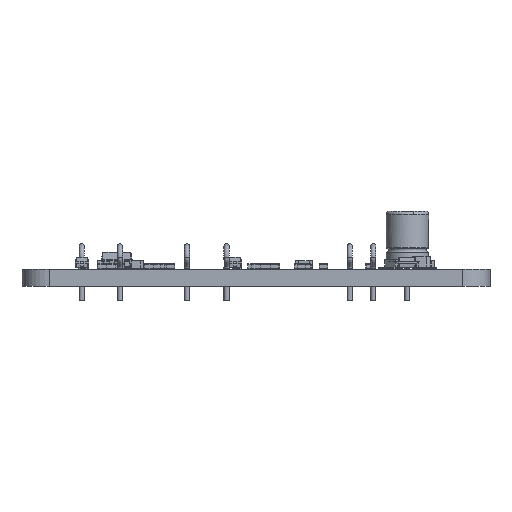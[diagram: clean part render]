
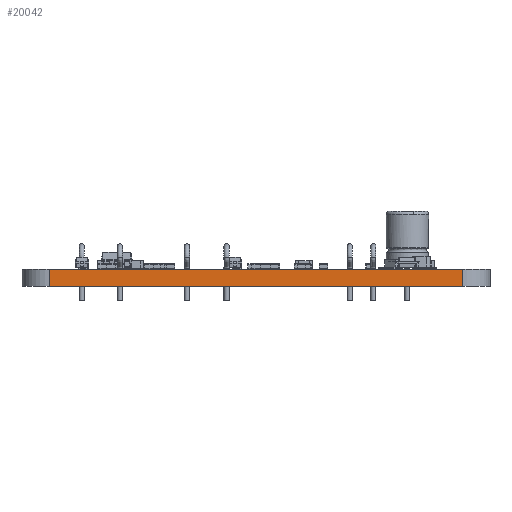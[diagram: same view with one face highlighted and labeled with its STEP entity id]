
A CAD part, left-side view. The second image highlights one B-rep face of the part: STEP entity #20042.
In plain terms, the highlighted planar face has unit normal (-1, 0, 0).
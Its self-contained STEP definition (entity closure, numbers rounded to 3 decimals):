
#20042 = ADVANCED_FACE('',(#20043),#20057,.F.);
#20043 = FACE_BOUND('',#20044,.F.);
#20044 = EDGE_LOOP('',(#20045,#20080,#20108,#20136));
#20045 = ORIENTED_EDGE('',*,*,#20046,.T.);
#20046 = EDGE_CURVE('',#20047,#20049,#20051,.T.);
#20047 = VERTEX_POINT('',#20048);
#20048 = CARTESIAN_POINT('',(-35.103,19.425,0.));
#20049 = VERTEX_POINT('',#20050);
#20050 = CARTESIAN_POINT('',(-35.103,19.425,1.6));
#20051 = SURFACE_CURVE('',#20052,(#20056,#20068),.PCURVE_S1.);
#20052 = LINE('',#20053,#20054);
#20053 = CARTESIAN_POINT('',(-35.103,19.425,0.));
#20054 = VECTOR('',#20055,1.);
#20055 = DIRECTION('',(0.,0.,1.));
#20056 = PCURVE('',#20057,#20062);
#20057 = PLANE('',#20058);
#20058 = AXIS2_PLACEMENT_3D('',#20059,#20060,#20061);
#20059 = CARTESIAN_POINT('',(-35.103,19.425,0.));
#20060 = DIRECTION('',(1.,0.,0.));
#20061 = DIRECTION('',(0.,-1.,0.));
#20062 = DEFINITIONAL_REPRESENTATION('',(#20063),#20067);
#20063 = LINE('',#20064,#20065);
#20064 = CARTESIAN_POINT('',(0.,0.));
#20065 = VECTOR('',#20066,1.);
#20066 = DIRECTION('',(0.,-1.));
#20067 = ( GEOMETRIC_REPRESENTATION_CONTEXT(2) 
PARAMETRIC_REPRESENTATION_CONTEXT() REPRESENTATION_CONTEXT('2D SPACE',''
  ) );
#20068 = PCURVE('',#20069,#20074);
#20069 = CYLINDRICAL_SURFACE('',#20070,2.578);
#20070 = AXIS2_PLACEMENT_3D('',#20071,#20072,#20073);
#20071 = CARTESIAN_POINT('',(-32.525,19.425,0.));
#20072 = DIRECTION('',(0.,0.,-1.));
#20073 = DIRECTION('',(1.,0.,0.));
#20074 = DEFINITIONAL_REPRESENTATION('',(#20075),#20079);
#20075 = LINE('',#20076,#20077);
#20076 = CARTESIAN_POINT('',(-3.142,0.));
#20077 = VECTOR('',#20078,1.);
#20078 = DIRECTION('',(0.,-1.));
#20079 = ( GEOMETRIC_REPRESENTATION_CONTEXT(2) 
PARAMETRIC_REPRESENTATION_CONTEXT() REPRESENTATION_CONTEXT('2D SPACE',''
  ) );
#20080 = ORIENTED_EDGE('',*,*,#20081,.T.);
#20081 = EDGE_CURVE('',#20049,#20082,#20084,.T.);
#20082 = VERTEX_POINT('',#20083);
#20083 = CARTESIAN_POINT('',(-35.103,-19.425,1.6));
#20084 = SURFACE_CURVE('',#20085,(#20089,#20096),.PCURVE_S1.);
#20085 = LINE('',#20086,#20087);
#20086 = CARTESIAN_POINT('',(-35.103,19.425,1.6));
#20087 = VECTOR('',#20088,1.);
#20088 = DIRECTION('',(0.,-1.,0.));
#20089 = PCURVE('',#20057,#20090);
#20090 = DEFINITIONAL_REPRESENTATION('',(#20091),#20095);
#20091 = LINE('',#20092,#20093);
#20092 = CARTESIAN_POINT('',(0.,-1.6));
#20093 = VECTOR('',#20094,1.);
#20094 = DIRECTION('',(1.,0.));
#20095 = ( GEOMETRIC_REPRESENTATION_CONTEXT(2) 
PARAMETRIC_REPRESENTATION_CONTEXT() REPRESENTATION_CONTEXT('2D SPACE',''
  ) );
#20096 = PCURVE('',#20097,#20102);
#20097 = PLANE('',#20098);
#20098 = AXIS2_PLACEMENT_3D('',#20099,#20100,#20101);
#20099 = CARTESIAN_POINT('',(0.,0.,
    1.6));
#20100 = DIRECTION('',(0.,0.,1.));
#20101 = DIRECTION('',(1.,0.,0.));
#20102 = DEFINITIONAL_REPRESENTATION('',(#20103),#20107);
#20103 = LINE('',#20104,#20105);
#20104 = CARTESIAN_POINT('',(-35.103,19.424));
#20105 = VECTOR('',#20106,1.);
#20106 = DIRECTION('',(0.,-1.));
#20107 = ( GEOMETRIC_REPRESENTATION_CONTEXT(2) 
PARAMETRIC_REPRESENTATION_CONTEXT() REPRESENTATION_CONTEXT('2D SPACE',''
  ) );
#20108 = ORIENTED_EDGE('',*,*,#20109,.F.);
#20109 = EDGE_CURVE('',#20110,#20082,#20112,.T.);
#20110 = VERTEX_POINT('',#20111);
#20111 = CARTESIAN_POINT('',(-35.103,-19.425,0.));
#20112 = SURFACE_CURVE('',#20113,(#20117,#20124),.PCURVE_S1.);
#20113 = LINE('',#20114,#20115);
#20114 = CARTESIAN_POINT('',(-35.103,-19.425,0.));
#20115 = VECTOR('',#20116,1.);
#20116 = DIRECTION('',(0.,0.,1.));
#20117 = PCURVE('',#20057,#20118);
#20118 = DEFINITIONAL_REPRESENTATION('',(#20119),#20123);
#20119 = LINE('',#20120,#20121);
#20120 = CARTESIAN_POINT('',(38.849,0.));
#20121 = VECTOR('',#20122,1.);
#20122 = DIRECTION('',(0.,-1.));
#20123 = ( GEOMETRIC_REPRESENTATION_CONTEXT(2) 
PARAMETRIC_REPRESENTATION_CONTEXT() REPRESENTATION_CONTEXT('2D SPACE',''
  ) );
#20124 = PCURVE('',#20125,#20130);
#20125 = CYLINDRICAL_SURFACE('',#20126,2.578);
#20126 = AXIS2_PLACEMENT_3D('',#20127,#20128,#20129);
#20127 = CARTESIAN_POINT('',(-32.525,-19.425,0.));
#20128 = DIRECTION('',(0.,0.,-1.));
#20129 = DIRECTION('',(1.,0.,0.));
#20130 = DEFINITIONAL_REPRESENTATION('',(#20131),#20135);
#20131 = LINE('',#20132,#20133);
#20132 = CARTESIAN_POINT('',(-3.142,0.));
#20133 = VECTOR('',#20134,1.);
#20134 = DIRECTION('',(0.,-1.));
#20135 = ( GEOMETRIC_REPRESENTATION_CONTEXT(2) 
PARAMETRIC_REPRESENTATION_CONTEXT() REPRESENTATION_CONTEXT('2D SPACE',''
  ) );
#20136 = ORIENTED_EDGE('',*,*,#20137,.F.);
#20137 = EDGE_CURVE('',#20047,#20110,#20138,.T.);
#20138 = SURFACE_CURVE('',#20139,(#20143,#20150),.PCURVE_S1.);
#20139 = LINE('',#20140,#20141);
#20140 = CARTESIAN_POINT('',(-35.103,19.425,0.));
#20141 = VECTOR('',#20142,1.);
#20142 = DIRECTION('',(0.,-1.,0.));
#20143 = PCURVE('',#20057,#20144);
#20144 = DEFINITIONAL_REPRESENTATION('',(#20145),#20149);
#20145 = LINE('',#20146,#20147);
#20146 = CARTESIAN_POINT('',(0.,0.));
#20147 = VECTOR('',#20148,1.);
#20148 = DIRECTION('',(1.,0.));
#20149 = ( GEOMETRIC_REPRESENTATION_CONTEXT(2) 
PARAMETRIC_REPRESENTATION_CONTEXT() REPRESENTATION_CONTEXT('2D SPACE',''
  ) );
#20150 = PCURVE('',#20151,#20156);
#20151 = PLANE('',#20152);
#20152 = AXIS2_PLACEMENT_3D('',#20153,#20154,#20155);
#20153 = CARTESIAN_POINT('',(0.,0.,
    0.));
#20154 = DIRECTION('',(0.,0.,1.));
#20155 = DIRECTION('',(1.,0.,0.));
#20156 = DEFINITIONAL_REPRESENTATION('',(#20157),#20161);
#20157 = LINE('',#20158,#20159);
#20158 = CARTESIAN_POINT('',(-35.103,19.424));
#20159 = VECTOR('',#20160,1.);
#20160 = DIRECTION('',(0.,-1.));
#20161 = ( GEOMETRIC_REPRESENTATION_CONTEXT(2) 
PARAMETRIC_REPRESENTATION_CONTEXT() REPRESENTATION_CONTEXT('2D SPACE',''
  ) );
